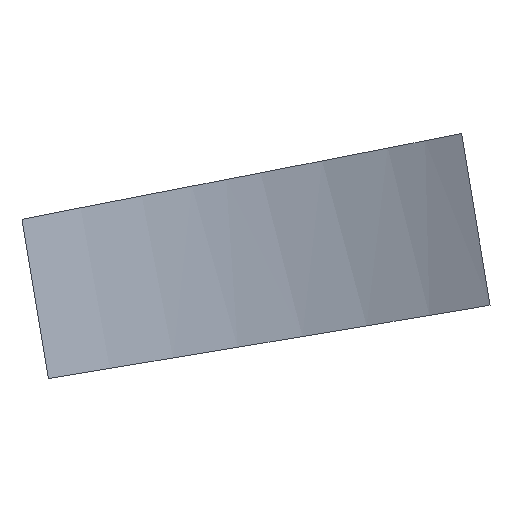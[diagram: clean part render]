
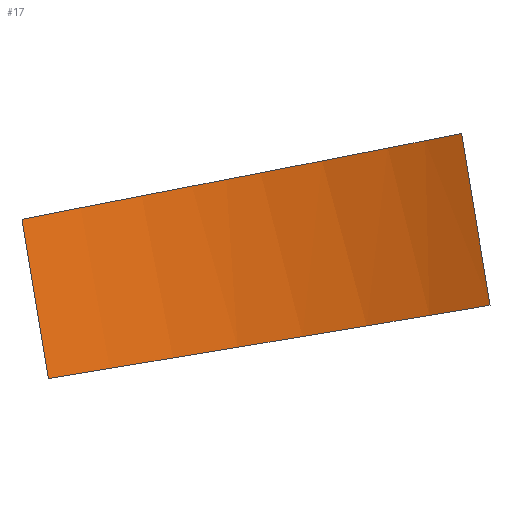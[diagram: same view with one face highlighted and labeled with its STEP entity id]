
A CAD part, front view. The second image highlights one B-rep face of the part: STEP entity #17.
In plain terms, the highlighted cylindrical face has radius 24.996 mm (diameter 49.993 mm), a partial arc.
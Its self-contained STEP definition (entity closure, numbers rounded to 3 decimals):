
#17 = ADVANCED_FACE('',(#18),#35,.F.);
#18 = FACE_BOUND('',#19,.F.);
#19 = EDGE_LOOP('',(#20,#68,#106,#145));
#20 = ORIENTED_EDGE('',*,*,#21,.T.);
#21 = EDGE_CURVE('',#22,#24,#26,.T.);
#22 = VERTEX_POINT('',#23);
#23 = CARTESIAN_POINT('',(-10.279,0.186,1.756)
  );
#24 = VERTEX_POINT('',#25);
#25 = CARTESIAN_POINT('',(9.07,-0.163,5.533)
  );
#26 = SURFACE_CURVE('',#27,(#34),.PCURVE_S1.);
#27 = B_SPLINE_CURVE_WITH_KNOTS('',3,(#28,#29,#30,#31,#32,#33),
  .UNSPECIFIED.,.F.,.F.,(4,1,1,4),(0.,0.333,0.667,1.),
  .UNSPECIFIED.);
#28 = CARTESIAN_POINT('',(-10.279,0.186,1.756)
  );
#29 = CARTESIAN_POINT('',(-8.266,1.023,2.151));
#30 = CARTESIAN_POINT('',(-3.996,2.17,2.981)
  );
#31 = CARTESIAN_POINT('',(2.862,2.046,4.308)
  );
#32 = CARTESIAN_POINT('',(7.089,0.746,5.139)
  );
#33 = CARTESIAN_POINT('',(9.07,-0.163,5.533)
  );
#34 = PCURVE('',#35,#40);
#35 = CYLINDRICAL_SURFACE('',#36,24.996);
#36 = AXIS2_PLACEMENT_3D('',#37,#38,#39);
#37 = CARTESIAN_POINT('',(0.316,-22.982,-4.403
    ));
#38 = DIRECTION('',(-0.164,0.003,0.987));
#39 = DIRECTION('',(0.956,0.248,0.158));
#40 = DEFINITIONAL_REPRESENTATION('',(#41),#67);
#41 = B_SPLINE_CURVE_WITH_KNOTS('',3,(#42,#43,#44,#45,#46,#47,#48,#49,
    #50,#51,#52,#53,#54,#55,#56,#57,#58,#59,#60,#61,#62,#63,#64,#65,#66)
  ,.UNSPECIFIED.,.F.,.F.,(4,1,1,1,1,1,1,1,1,1,1,1,1,1,1,1,1,1,1,1,1,1,4)
  ,(0.,0.045,0.091,0.136,
    0.182,0.227,0.273,0.318,
    0.364,0.409,0.455,0.5,0.545,
    0.591,0.636,0.682,0.727,
    0.773,0.818,0.864,0.909,
    0.955,1.),.QUASI_UNIFORM_KNOTS.);
#42 = CARTESIAN_POINT('',(1.708,7.881));
#43 = CARTESIAN_POINT('',(1.696,7.889));
#44 = CARTESIAN_POINT('',(1.672,7.906));
#45 = CARTESIAN_POINT('',(1.635,7.932));
#46 = CARTESIAN_POINT('',(1.599,7.957));
#47 = CARTESIAN_POINT('',(1.562,7.983));
#48 = CARTESIAN_POINT('',(1.526,8.008));
#49 = CARTESIAN_POINT('',(1.489,8.034));
#50 = CARTESIAN_POINT('',(1.452,8.059));
#51 = CARTESIAN_POINT('',(1.415,8.085));
#52 = CARTESIAN_POINT('',(1.378,8.11));
#53 = CARTESIAN_POINT('',(1.34,8.136));
#54 = CARTESIAN_POINT('',(1.303,8.161));
#55 = CARTESIAN_POINT('',(1.265,8.186));
#56 = CARTESIAN_POINT('',(1.228,8.212));
#57 = CARTESIAN_POINT('',(1.191,8.237));
#58 = CARTESIAN_POINT('',(1.153,8.263));
#59 = CARTESIAN_POINT('',(1.117,8.288));
#60 = CARTESIAN_POINT('',(1.08,8.314));
#61 = CARTESIAN_POINT('',(1.043,8.339));
#62 = CARTESIAN_POINT('',(1.006,8.365));
#63 = CARTESIAN_POINT('',(0.97,8.39));
#64 = CARTESIAN_POINT('',(0.934,8.416));
#65 = CARTESIAN_POINT('',(0.909,8.433));
#66 = CARTESIAN_POINT('',(0.897,8.441));
#67 = ( GEOMETRIC_REPRESENTATION_CONTEXT(2) 
PARAMETRIC_REPRESENTATION_CONTEXT() REPRESENTATION_CONTEXT('2D SPACE',''
  ) );
#68 = ORIENTED_EDGE('',*,*,#69,.T.);
#69 = EDGE_CURVE('',#24,#70,#72,.T.);
#70 = VERTEX_POINT('',#71);
#71 = CARTESIAN_POINT('',(10.325,-0.187,
    -2.033));
#72 = SURFACE_CURVE('',#73,(#77),.PCURVE_S1.);
#73 = LINE('',#74,#75);
#74 = CARTESIAN_POINT('',(9.07,-0.163,5.533)
  );
#75 = VECTOR('',#76,1.);
#76 = DIRECTION('',(0.164,-0.003,-0.987)
  );
#77 = PCURVE('',#35,#78);
#78 = DEFINITIONAL_REPRESENTATION('',(#79),#105);
#79 = B_SPLINE_CURVE_WITH_KNOTS('',3,(#80,#81,#82,#83,#84,#85,#86,#87,
    #88,#89,#90,#91,#92,#93,#94,#95,#96,#97,#98,#99,#100,#101,#102,#103,
    #104),.UNSPECIFIED.,.F.,.F.,(4,1,1,1,1,1,1,1,1,1,1,1,1,1,1,1,1,1,1,1
    ,1,1,4),(-0.,0.349,0.697,1.046,
    1.394,1.743,2.092,2.44,
    2.789,3.138,3.486,3.835,
    4.183,4.532,4.881,5.229,
    5.578,5.927,6.275,6.624,
    6.972,7.321,7.67),
  .QUASI_UNIFORM_KNOTS.);
#80 = CARTESIAN_POINT('',(0.897,8.441));
#81 = CARTESIAN_POINT('',(0.897,8.325));
#82 = CARTESIAN_POINT('',(0.897,8.093));
#83 = CARTESIAN_POINT('',(0.897,7.744));
#84 = CARTESIAN_POINT('',(0.897,7.395));
#85 = CARTESIAN_POINT('',(0.897,7.047));
#86 = CARTESIAN_POINT('',(0.897,6.698));
#87 = CARTESIAN_POINT('',(0.897,6.349));
#88 = CARTESIAN_POINT('',(0.897,6.001));
#89 = CARTESIAN_POINT('',(0.897,5.652));
#90 = CARTESIAN_POINT('',(0.897,5.304));
#91 = CARTESIAN_POINT('',(0.897,4.955));
#92 = CARTESIAN_POINT('',(0.897,4.606));
#93 = CARTESIAN_POINT('',(0.897,4.258));
#94 = CARTESIAN_POINT('',(0.897,3.909));
#95 = CARTESIAN_POINT('',(0.897,3.561));
#96 = CARTESIAN_POINT('',(0.897,3.212));
#97 = CARTESIAN_POINT('',(0.897,2.863));
#98 = CARTESIAN_POINT('',(0.897,2.515));
#99 = CARTESIAN_POINT('',(0.897,2.166));
#100 = CARTESIAN_POINT('',(0.897,1.817));
#101 = CARTESIAN_POINT('',(0.897,1.469));
#102 = CARTESIAN_POINT('',(0.897,1.12));
#103 = CARTESIAN_POINT('',(0.897,0.888));
#104 = CARTESIAN_POINT('',(0.897,0.772));
#105 = ( GEOMETRIC_REPRESENTATION_CONTEXT(2) 
PARAMETRIC_REPRESENTATION_CONTEXT() REPRESENTATION_CONTEXT('2D SPACE',''
  ) );
#106 = ORIENTED_EDGE('',*,*,#107,.T.);
#107 = EDGE_CURVE('',#70,#108,#110,.T.);
#108 = VERTEX_POINT('',#109);
#109 = CARTESIAN_POINT('',(-9.116,0.164,
    -5.257));
#110 = SURFACE_CURVE('',#111,(#116),.PCURVE_S1.);
#111 = CIRCLE('',#112,24.996);
#112 = AXIS2_PLACEMENT_3D('',#113,#114,#115);
#113 = CARTESIAN_POINT('',(0.19,-22.979,-3.642
    ));
#114 = DIRECTION('',(-0.164,0.003,0.987)
  );
#115 = DIRECTION('',(0.405,0.912,0.064));
#116 = PCURVE('',#35,#117);
#117 = DEFINITIONAL_REPRESENTATION('',(#118),#144);
#118 = B_SPLINE_CURVE_WITH_KNOTS('',3,(#119,#120,#121,#122,#123,#124,
    #125,#126,#127,#128,#129,#130,#131,#132,#133,#134,#135,#136,#137,
    #138,#139,#140,#141,#142,#143),.UNSPECIFIED.,.F.,.F.,(4,1,1,1,1,1,1,
    1,1,1,1,1,1,1,1,1,1,1,1,1,1,1,4),(0.,0.037,
    0.074,0.111,0.147,0.184,
    0.221,0.258,0.295,0.332,
    0.368,0.405,0.442,0.479,
    0.516,0.553,0.589,0.626,
    0.663,0.7,0.737,0.774,
    0.811),.QUASI_UNIFORM_KNOTS.);
#119 = CARTESIAN_POINT('',(0.897,0.772));
#120 = CARTESIAN_POINT('',(0.91,0.772));
#121 = CARTESIAN_POINT('',(0.934,0.772));
#122 = CARTESIAN_POINT('',(0.971,0.772));
#123 = CARTESIAN_POINT('',(1.008,0.772));
#124 = CARTESIAN_POINT('',(1.045,0.772));
#125 = CARTESIAN_POINT('',(1.082,0.772));
#126 = CARTESIAN_POINT('',(1.118,0.772));
#127 = CARTESIAN_POINT('',(1.155,0.772));
#128 = CARTESIAN_POINT('',(1.192,0.772));
#129 = CARTESIAN_POINT('',(1.229,0.772));
#130 = CARTESIAN_POINT('',(1.266,0.772));
#131 = CARTESIAN_POINT('',(1.303,0.772));
#132 = CARTESIAN_POINT('',(1.34,0.772));
#133 = CARTESIAN_POINT('',(1.376,0.772));
#134 = CARTESIAN_POINT('',(1.413,0.772));
#135 = CARTESIAN_POINT('',(1.45,0.772));
#136 = CARTESIAN_POINT('',(1.487,0.772));
#137 = CARTESIAN_POINT('',(1.524,0.772));
#138 = CARTESIAN_POINT('',(1.561,0.772));
#139 = CARTESIAN_POINT('',(1.597,0.772));
#140 = CARTESIAN_POINT('',(1.634,0.772));
#141 = CARTESIAN_POINT('',(1.671,0.772));
#142 = CARTESIAN_POINT('',(1.696,0.772));
#143 = CARTESIAN_POINT('',(1.708,0.772));
#144 = ( GEOMETRIC_REPRESENTATION_CONTEXT(2) 
PARAMETRIC_REPRESENTATION_CONTEXT() REPRESENTATION_CONTEXT('2D SPACE',''
  ) );
#145 = ORIENTED_EDGE('',*,*,#146,.T.);
#146 = EDGE_CURVE('',#108,#22,#147,.T.);
#147 = SURFACE_CURVE('',#148,(#152),.PCURVE_S1.);
#148 = LINE('',#149,#150);
#149 = CARTESIAN_POINT('',(-9.116,0.164,
    -5.257));
#150 = VECTOR('',#151,1.);
#151 = DIRECTION('',(-0.164,0.003,0.987)
  );
#152 = PCURVE('',#35,#153);
#153 = DEFINITIONAL_REPRESENTATION('',(#154),#180);
#154 = B_SPLINE_CURVE_WITH_KNOTS('',3,(#155,#156,#157,#158,#159,#160,
    #161,#162,#163,#164,#165,#166,#167,#168,#169,#170,#171,#172,#173,
    #174,#175,#176,#177,#178,#179),.UNSPECIFIED.,.F.,.F.,(4,1,1,1,1,1,1,
    1,1,1,1,1,1,1,1,1,1,1,1,1,1,1,4),(0.,0.323,0.646,
    0.969,1.293,1.616,1.939,
    2.262,2.585,2.908,3.231,
    3.555,3.878,4.201,4.524,
    4.847,5.17,5.494,5.817,
    6.14,6.463,6.786,7.109),
  .QUASI_UNIFORM_KNOTS.);
#155 = CARTESIAN_POINT('',(1.708,0.772));
#156 = CARTESIAN_POINT('',(1.708,0.879));
#157 = CARTESIAN_POINT('',(1.708,1.095));
#158 = CARTESIAN_POINT('',(1.708,1.418));
#159 = CARTESIAN_POINT('',(1.708,1.741));
#160 = CARTESIAN_POINT('',(1.708,2.064));
#161 = CARTESIAN_POINT('',(1.708,2.387));
#162 = CARTESIAN_POINT('',(1.708,2.71));
#163 = CARTESIAN_POINT('',(1.708,3.034));
#164 = CARTESIAN_POINT('',(1.708,3.357));
#165 = CARTESIAN_POINT('',(1.708,3.68));
#166 = CARTESIAN_POINT('',(1.708,4.003));
#167 = CARTESIAN_POINT('',(1.708,4.326));
#168 = CARTESIAN_POINT('',(1.708,4.649));
#169 = CARTESIAN_POINT('',(1.708,4.973));
#170 = CARTESIAN_POINT('',(1.708,5.296));
#171 = CARTESIAN_POINT('',(1.708,5.619));
#172 = CARTESIAN_POINT('',(1.708,5.942));
#173 = CARTESIAN_POINT('',(1.708,6.265));
#174 = CARTESIAN_POINT('',(1.708,6.588));
#175 = CARTESIAN_POINT('',(1.708,6.911));
#176 = CARTESIAN_POINT('',(1.708,7.235));
#177 = CARTESIAN_POINT('',(1.708,7.558));
#178 = CARTESIAN_POINT('',(1.708,7.773));
#179 = CARTESIAN_POINT('',(1.708,7.881));
#180 = ( GEOMETRIC_REPRESENTATION_CONTEXT(2) 
PARAMETRIC_REPRESENTATION_CONTEXT() REPRESENTATION_CONTEXT('2D SPACE',''
  ) );
